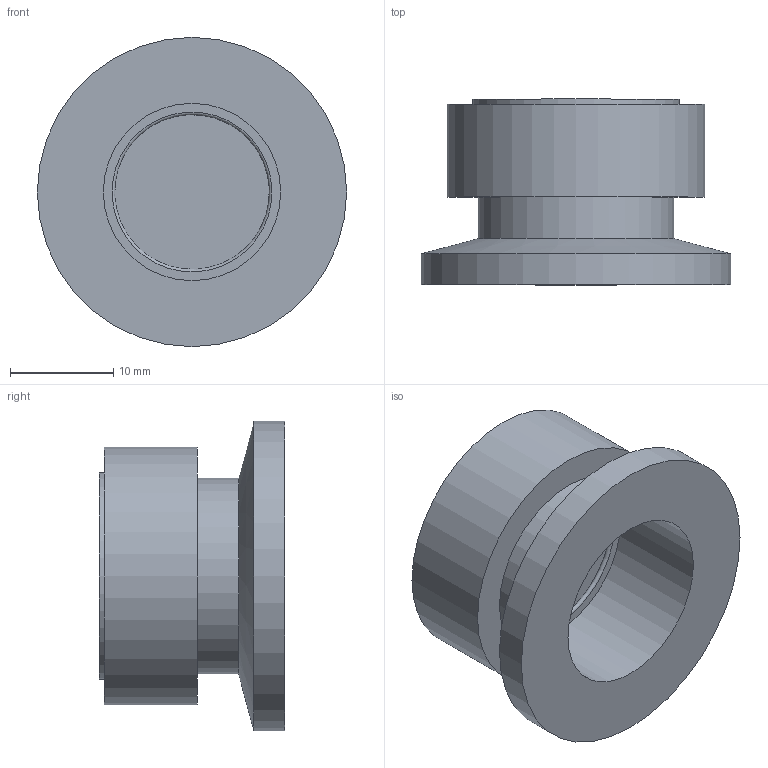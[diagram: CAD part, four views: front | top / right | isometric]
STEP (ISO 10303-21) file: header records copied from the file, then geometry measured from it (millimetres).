
FILE_DESCRIPTION (( 'STEP AP203' ), '1' );
FILE_NAME ('KVPZ16.STEP', '2023-03-07T09:48:26', ( '' ), ( '' ), 'SwSTEP 2.0', 'SolidWorks 2022', '' );
FILE_SCHEMA (( 'CONFIG_CONTROL_DESIGN' ));
Length unit declared in the file: millimetre
Products named in the file (1): KVPZ16
Bounding box: 30 x 18 x 30 mm (x, y, z)
Volume: 4472.1 mm3; surface area: 4067.3 mm2
Topology: 1 solids, 1 shells, 18 faces, 30 edges, 19 vertices
Faces by surface type: plane 7, cylinder 7, cone 3, torus 1
Full cylindrical faces by diameter (mm): 17.2 x1, 17.5 x1, 18 x1, 18.99 x1, 20 x1, 25 x1, 30 x1
Entity records: 431 total; most frequent: DIRECTION 72, CARTESIAN_POINT 53, AXIS2_PLACEMENT_3D 36, EDGE_LOOP 34, ORIENTED_EDGE 34, FACE_OUTER_BOUND 26, ADVANCED_FACE 18, CIRCLE 17
